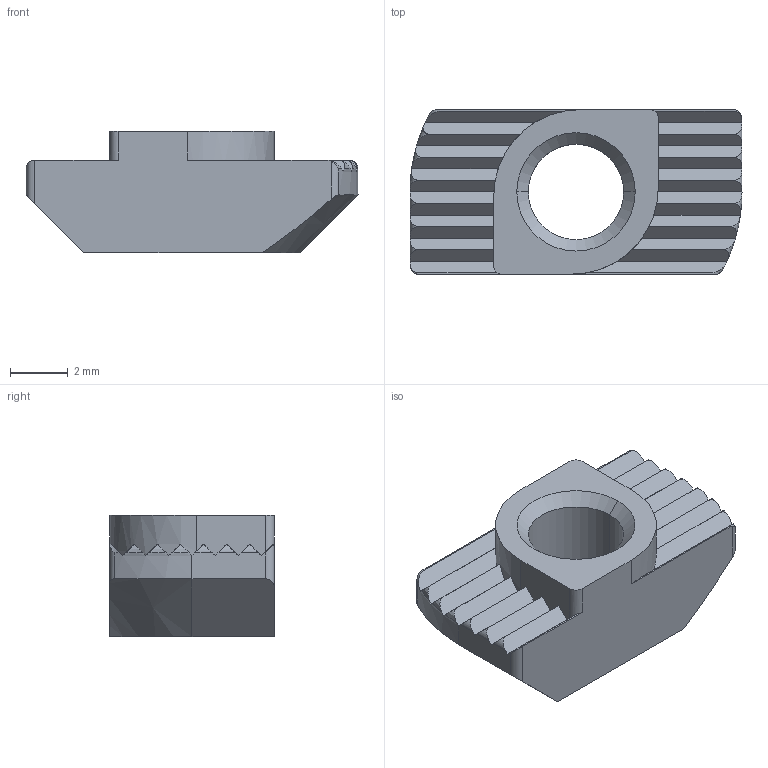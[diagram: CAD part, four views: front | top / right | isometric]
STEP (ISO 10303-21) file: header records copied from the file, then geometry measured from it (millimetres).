
FILE_DESCRIPTION (( 'STEP AP214' ), '1' );
FILE_NAME ('6216410', '2019-01-28T16:54:35', ( '' ), ('JUGARD+KÜNSTNER GmbH'), 'SwSTEP 2.0', 'SolidWorks 2017', '' );
FILE_SCHEMA (( 'AUTOMOTIVE_DESIGN' ));
Length unit declared in the file: millimetre
Products named in the file (1): 6216410
Bounding box: 11.5 x 5.7 x 4.2 mm (x, y, z)
Volume: 165.6 mm3; surface area: 267.6 mm2
Topology: 1 solids, 1 shells, 76 faces, 212 edges, 138 vertices
Faces by surface type: plane 42, cylinder 20, bspline 8, cone 6
Entity records: 2658 total; most frequent: CARTESIAN_POINT 847, ORIENTED_EDGE 424, DIRECTION 306, EDGE_CURVE 212, VERTEX_POINT 138, LINE 112, VECTOR 112, AXIS2_PLACEMENT_3D 97
